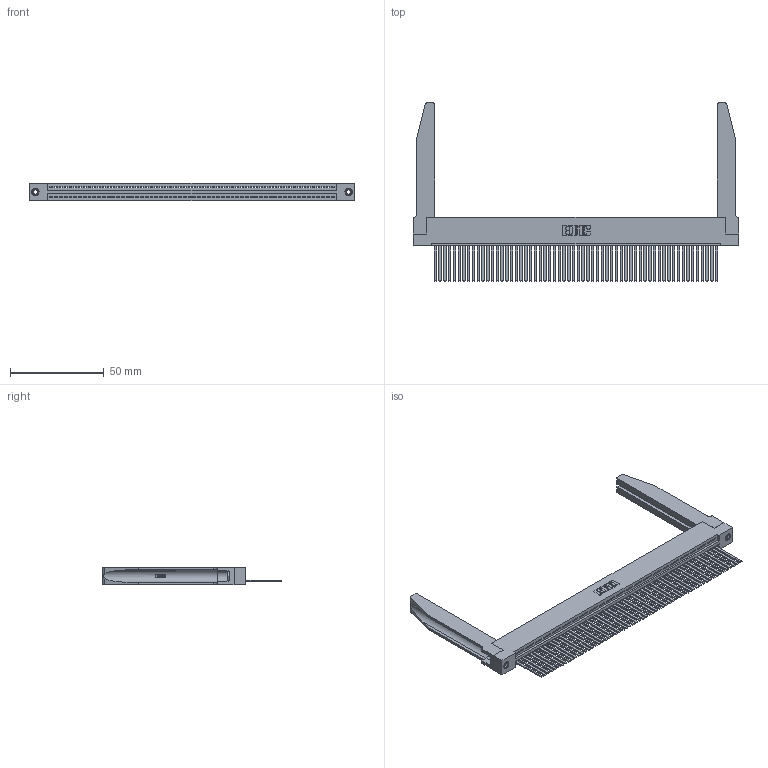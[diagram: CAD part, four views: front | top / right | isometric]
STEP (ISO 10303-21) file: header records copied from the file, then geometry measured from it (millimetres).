
FILE_DESCRIPTION (( 'STEP AP203' ), '1' );
FILE_NAME ('395-060-544-178.STEP', '2019-10-24T13:00:46', ( '' ), ( '' ), 'SwSTEP 2.0', 'SolidWorks 2016', '' );
FILE_SCHEMA (( 'CONFIG_CONTROL_DESIGN' ));
Length unit declared in the file: inch
Products named in the file (5): 345-220-078_345-220-078; 345-250-001_345-250-001-102; 345 Part_Flush Mounting Lugs - 0.156 Dia-TH; 395-060-544-178; 345-292-001_345-293-144
Assembly tree (65 placements, depth 2):
  395-060-544-178
    345 Part_Flush Mounting Lugs - 0.156 Dia-TH
    345-292-001_345-293-144  x60
    345-250-001_345-250-001-102  x2
    345-220-078_345-220-078  x2
Bounding box: 173.63 x 94.92 x 9.4 mm (x, y, z)
Volume: 25104.8 mm3; surface area: 32212 mm2
Topology: 65 solids, 65 shells, 3480 faces, 10429 edges, 6862 vertices
Faces by surface type: plane 2382, cylinder 1046, bspline 36, cone 12, torus 4
Entity records: 47290 total; most frequent: CARTESIAN_POINT 9087, ORIENTED_EDGE 7978, DIRECTION 6915, EDGE_CURVE 3989, LINE 3527, VECTOR 3527, VERTEX_POINT 2652, AXIS2_PLACEMENT_3D 1694
